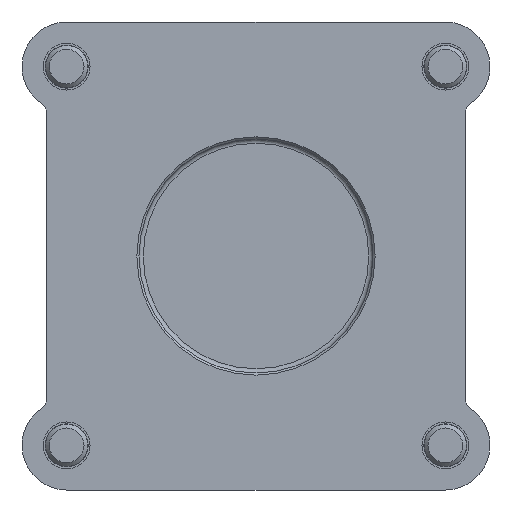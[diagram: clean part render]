
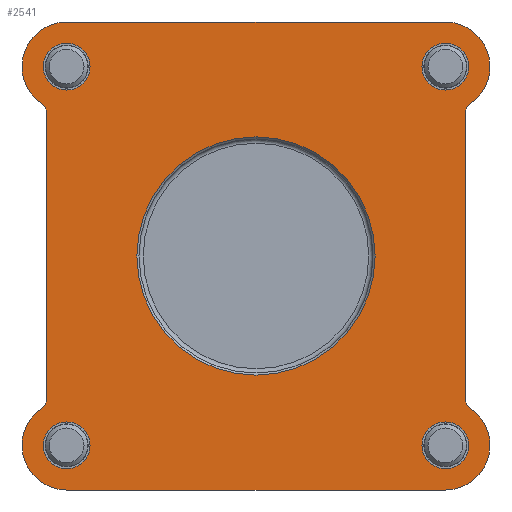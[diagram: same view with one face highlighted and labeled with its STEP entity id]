
A CAD part, front view. The second image highlights one B-rep face of the part: STEP entity #2541.
In plain terms, the highlighted planar face has unit normal (0, -1, 0).
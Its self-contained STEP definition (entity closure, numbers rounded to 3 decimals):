
#93=PLANE('',#2745);
#176=LINE('',#3612,#292);
#199=LINE('',#3807,#315);
#204=LINE('',#3841,#320);
#207=LINE('',#3850,#323);
#292=VECTOR('',#2967,1000.);
#315=VECTOR('',#3124,1000.);
#320=VECTOR('',#3161,1000.);
#323=VECTOR('',#3172,1000.);
#566=ORIENTED_EDGE('',*,*,#1043,.F.);
#567=ORIENTED_EDGE('',*,*,#1006,.T.);
#568=ORIENTED_EDGE('',*,*,#1002,.T.);
#569=ORIENTED_EDGE('',*,*,#1015,.T.);
#570=ORIENTED_EDGE('',*,*,#1020,.F.);
#571=ORIENTED_EDGE('',*,*,#1023,.T.);
#572=ORIENTED_EDGE('',*,*,#990,.F.);
#573=ORIENTED_EDGE('',*,*,#1042,.F.);
#574=ORIENTED_EDGE('',*,*,#996,.F.);
#575=ORIENTED_EDGE('',*,*,#964,.T.);
#576=ORIENTED_EDGE('',*,*,#1036,.F.);
#577=ORIENTED_EDGE('',*,*,#970,.T.);
#578=ORIENTED_EDGE('',*,*,#999,.F.);
#579=ORIENTED_EDGE('',*,*,#941,.F.);
#580=ORIENTED_EDGE('',*,*,#994,.F.);
#581=ORIENTED_EDGE('',*,*,#1000,.T.);
#582=ORIENTED_EDGE('',*,*,#1004,.T.);
#941=EDGE_CURVE('',#1195,#1196,#176,.T.);
#964=EDGE_CURVE('',#1214,#1213,#1352,.T.);
#970=EDGE_CURVE('',#1216,#1219,#1354,.T.);
#990=EDGE_CURVE('',#1234,#1235,#1366,.T.);
#994=EDGE_CURVE('',#1237,#1195,#1368,.T.);
#996=EDGE_CURVE('',#1214,#1239,#1370,.T.);
#999=EDGE_CURVE('',#1196,#1219,#1372,.T.);
#1000=EDGE_CURVE('',#1240,#1240,#1373,.T.);
#1002=EDGE_CURVE('',#1242,#1242,#1375,.T.);
#1004=EDGE_CURVE('',#1244,#1244,#1377,.T.);
#1006=EDGE_CURVE('',#1246,#1246,#1379,.T.);
#1015=EDGE_CURVE('',#1237,#1254,#1383,.T.);
#1020=EDGE_CURVE('',#1256,#1254,#199,.T.);
#1023=EDGE_CURVE('',#1256,#1235,#1388,.T.);
#1036=EDGE_CURVE('',#1216,#1213,#204,.T.);
#1042=EDGE_CURVE('',#1239,#1234,#207,.T.);
#1043=EDGE_CURVE('',#1268,#1268,#1396,.T.);
#1195=VERTEX_POINT('',#3611);
#1196=VERTEX_POINT('',#3613);
#1213=VERTEX_POINT('',#3672);
#1214=VERTEX_POINT('',#3674);
#1216=VERTEX_POINT('',#3679);
#1219=VERTEX_POINT('',#3688);
#1234=VERTEX_POINT('',#3735);
#1235=VERTEX_POINT('',#3737);
#1237=VERTEX_POINT('',#3743);
#1239=VERTEX_POINT('',#3749);
#1240=VERTEX_POINT('',#3756);
#1242=VERTEX_POINT('',#3761);
#1244=VERTEX_POINT('',#3766);
#1246=VERTEX_POINT('',#3771);
#1254=VERTEX_POINT('',#3798);
#1256=VERTEX_POINT('',#3806);
#1268=VERTEX_POINT('',#3853);
#1352=CIRCLE('',#2673,2.);
#1354=CIRCLE('',#2676,2.);
#1366=CIRCLE('',#2694,10.5);
#1368=CIRCLE('',#2697,10.5);
#1370=CIRCLE('',#2700,10.5);
#1372=CIRCLE('',#2703,10.5);
#1373=CIRCLE('',#2705,5.5);
#1375=CIRCLE('',#2708,5.5);
#1377=CIRCLE('',#2711,5.5);
#1379=CIRCLE('',#2714,5.5);
#1383=CIRCLE('',#2720,2.);
#1388=CIRCLE('',#2727,2.);
#1396=CIRCLE('',#2746,28.);
#1494=EDGE_LOOP('',(#566));
#1495=EDGE_LOOP('',(#567));
#1496=EDGE_LOOP('',(#568));
#1497=EDGE_LOOP('',(#569,#570,#571,#572,#573,#574,#575,#576,#577,#578,#579,
#580));
#1498=EDGE_LOOP('',(#581));
#1499=EDGE_LOOP('',(#582));
#1662=FACE_BOUND('',#1494,.T.);
#1663=FACE_BOUND('',#1495,.T.);
#1664=FACE_BOUND('',#1496,.T.);
#1665=FACE_BOUND('',#1497,.T.);
#1666=FACE_BOUND('',#1498,.T.);
#1667=FACE_BOUND('',#1499,.T.);
#2541=ADVANCED_FACE('',(#1662,#1663,#1664,#1665,#1666,#1667),#93,.F.);
#2673=AXIS2_PLACEMENT_3D('',#3673,#3005,#3006);
#2676=AXIS2_PLACEMENT_3D('',#3689,#3014,#3015);
#2694=AXIS2_PLACEMENT_3D('',#3736,#3056,#3057);
#2697=AXIS2_PLACEMENT_3D('',#3744,#3064,#3065);
#2700=AXIS2_PLACEMENT_3D('',#3748,#3070,#3071);
#2703=AXIS2_PLACEMENT_3D('',#3753,#3077,#3078);
#2705=AXIS2_PLACEMENT_3D('',#3755,#3081,#3082);
#2708=AXIS2_PLACEMENT_3D('',#3760,#3087,#3088);
#2711=AXIS2_PLACEMENT_3D('',#3765,#3093,#3094);
#2714=AXIS2_PLACEMENT_3D('',#3770,#3099,#3100);
#2720=AXIS2_PLACEMENT_3D('',#3799,#3113,#3114);
#2727=AXIS2_PLACEMENT_3D('',#3815,#3129,#3130);
#2745=AXIS2_PLACEMENT_3D('',#3851,#3173,#3174);
#2746=AXIS2_PLACEMENT_3D('',#3852,#3175,#3176);
#2967=DIRECTION('',(1.,0.,0.));
#3005=DIRECTION('',(0.,1.,0.));
#3006=DIRECTION('',(1.,0.,0.));
#3014=DIRECTION('',(0.,1.,0.));
#3015=DIRECTION('',(1.,0.,0.));
#3056=DIRECTION('',(0.,1.,0.));
#3057=DIRECTION('',(1.,0.,0.));
#3064=DIRECTION('',(0.,1.,0.));
#3065=DIRECTION('',(1.,0.,0.));
#3070=DIRECTION('',(0.,1.,0.));
#3071=DIRECTION('',(1.,0.,0.));
#3077=DIRECTION('',(0.,1.,0.));
#3078=DIRECTION('',(1.,0.,0.));
#3081=DIRECTION('',(0.,1.,0.));
#3082=DIRECTION('',(1.,0.,0.));
#3087=DIRECTION('',(0.,1.,0.));
#3088=DIRECTION('',(1.,0.,0.));
#3093=DIRECTION('',(0.,1.,0.));
#3094=DIRECTION('',(1.,0.,0.));
#3099=DIRECTION('',(0.,1.,0.));
#3100=DIRECTION('',(1.,0.,0.));
#3113=DIRECTION('',(0.,1.,0.));
#3114=DIRECTION('',(1.,0.,0.));
#3124=DIRECTION('',(0.,0.,1.));
#3129=DIRECTION('',(0.,1.,0.));
#3130=DIRECTION('',(1.,0.,0.));
#3161=DIRECTION('',(0.,0.,-1.));
#3172=DIRECTION('',(-1.,0.,0.));
#3173=DIRECTION('',(0.,1.,0.));
#3174=DIRECTION('',(0.,0.,1.));
#3175=DIRECTION('',(0.,-1.,0.));
#3176=DIRECTION('',(0.,0.,-1.));
#3611=CARTESIAN_POINT('',(-44.5,0.,55.));
#3612=CARTESIAN_POINT('',(-44.5,0.,55.));
#3613=CARTESIAN_POINT('',(44.5,0.,55.));
#3672=CARTESIAN_POINT('',(49.25,0.,-33.979));
#3673=CARTESIAN_POINT('',(51.25,0.,-33.979));
#3674=CARTESIAN_POINT('',(50.17,0.,-35.663));
#3679=CARTESIAN_POINT('',(49.25,0.,33.979));
#3688=CARTESIAN_POINT('',(50.17,0.,35.663));
#3689=CARTESIAN_POINT('',(51.25,0.,33.979));
#3735=CARTESIAN_POINT('',(-44.5,0.,-55.));
#3736=CARTESIAN_POINT('',(-44.5,0.,-44.5));
#3737=CARTESIAN_POINT('',(-50.17,0.,-35.663));
#3743=CARTESIAN_POINT('',(-50.17,0.,35.663));
#3744=CARTESIAN_POINT('',(-44.5,0.,44.5));
#3748=CARTESIAN_POINT('',(44.5,0.,-44.5));
#3749=CARTESIAN_POINT('',(44.5,0.,-55.));
#3753=CARTESIAN_POINT('',(44.5,0.,44.5));
#3755=CARTESIAN_POINT('',(44.5,0.,44.5));
#3756=CARTESIAN_POINT('',(50.,0.,44.5));
#3760=CARTESIAN_POINT('',(44.5,0.,-44.5));
#3761=CARTESIAN_POINT('',(50.,0.,-44.5));
#3765=CARTESIAN_POINT('',(-44.5,0.,44.5));
#3766=CARTESIAN_POINT('',(-39.,0.,44.5));
#3770=CARTESIAN_POINT('',(-44.5,0.,-44.5));
#3771=CARTESIAN_POINT('',(-39.,0.,-44.5));
#3798=CARTESIAN_POINT('',(-49.25,0.,33.979));
#3799=CARTESIAN_POINT('',(-51.25,0.,33.979));
#3806=CARTESIAN_POINT('',(-49.25,0.,-33.979));
#3807=CARTESIAN_POINT('',(-49.25,0.,-33.979));
#3815=CARTESIAN_POINT('',(-51.25,0.,-33.979));
#3841=CARTESIAN_POINT('',(49.25,0.,33.979));
#3850=CARTESIAN_POINT('',(44.5,0.,-55.));
#3851=CARTESIAN_POINT('',(-51.25,0.,33.979));
#3852=CARTESIAN_POINT('',(0.,0.,0.));
#3853=CARTESIAN_POINT('',(0.,0.,-28.));
